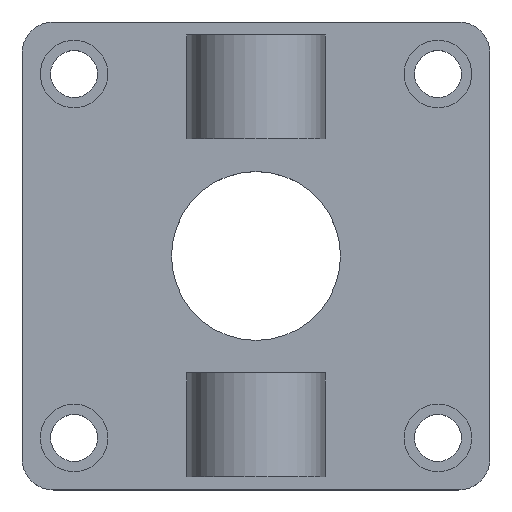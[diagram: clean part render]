
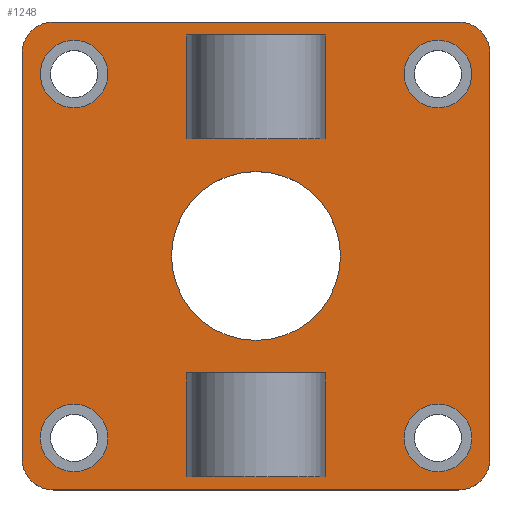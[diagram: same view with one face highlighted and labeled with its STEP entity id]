
A CAD part, top view. The second image highlights one B-rep face of the part: STEP entity #1248.
In plain terms, the highlighted planar face has unit normal (0, 0, 1).
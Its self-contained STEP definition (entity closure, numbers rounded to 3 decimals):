
#49=CARTESIAN_POINT('',(90.0,-78.0,20.0));
#50=VERTEX_POINT('',#49);
#51=CARTESIAN_POINT('',(78.0,-90.0,20.0));
#52=VERTEX_POINT('',#51);
#53=CARTESIAN_POINT('',(78.0,-78.0,20.0));
#54=DIRECTION('',(0.0,0.0,-1.0));
#55=DIRECTION('',(0.707,-0.707,0.0));
#56=AXIS2_PLACEMENT_3D('',#53,#54,#55);
#57=CIRCLE('',#56,12.);
#58=EDGE_CURVE('',#50,#52,#57,.T.);
#100=CARTESIAN_POINT('',(90.0,78.0,20.0));
#101=VERTEX_POINT('',#100);
#108=CARTESIAN_POINT('',(90.0,78.0,20.0));
#109=DIRECTION('',(0.0,-1.0,0.0));
#110=VECTOR('',#109,156.0);
#111=LINE('',#108,#110);
#112=EDGE_CURVE('',#101,#50,#111,.T.);
#236=CARTESIAN_POINT('',(-90.0,78.0,20.0));
#237=VERTEX_POINT('',#236);
#238=CARTESIAN_POINT('',(-78.0,90.0,20.0));
#239=VERTEX_POINT('',#238);
#240=CARTESIAN_POINT('',(-78.0,78.0,20.0));
#241=DIRECTION('',(0.0,0.0,-1.0));
#242=DIRECTION('',(-0.707,0.707,0.0));
#243=AXIS2_PLACEMENT_3D('',#240,#241,#242);
#244=CIRCLE('',#243,12.);
#245=EDGE_CURVE('',#237,#239,#244,.T.);
#269=CARTESIAN_POINT('',(78.0,90.0,20.0));
#270=VERTEX_POINT('',#269);
#271=CARTESIAN_POINT('',(-78.0,90.0,20.0));
#272=DIRECTION('',(1.0,0.0,0.0));
#273=VECTOR('',#272,156.0);
#274=LINE('',#271,#273);
#275=EDGE_CURVE('',#239,#270,#274,.T.);
#292=CARTESIAN_POINT('',(78.0,78.0,20.0));
#293=DIRECTION('',(0.0,0.0,-1.0));
#294=DIRECTION('',(0.707,0.707,0.0));
#295=AXIS2_PLACEMENT_3D('',#292,#293,#294);
#296=CIRCLE('',#295,12.);
#297=EDGE_CURVE('',#270,#101,#296,.T.);
#310=CARTESIAN_POINT('',(-78.0,-90.0,20.0));
#311=VERTEX_POINT('',#310);
#312=CARTESIAN_POINT('',(-90.0,-78.0,20.0));
#313=VERTEX_POINT('',#312);
#314=CARTESIAN_POINT('',(-78.0,-78.0,20.0));
#315=DIRECTION('',(0.0,0.0,-1.0));
#316=DIRECTION('',(-0.707,-0.707,0.0));
#317=AXIS2_PLACEMENT_3D('',#314,#315,#316);
#318=CIRCLE('',#317,12.);
#319=EDGE_CURVE('',#311,#313,#318,.T.);
#345=CARTESIAN_POINT('',(-90.0,-78.0,20.0));
#346=DIRECTION('',(0.0,1.0,0.0));
#347=VECTOR('',#346,156.0);
#348=LINE('',#345,#347);
#349=EDGE_CURVE('',#313,#237,#348,.T.);
#408=CARTESIAN_POINT('',(83.0,70.,20.0));
#409=VERTEX_POINT('',#408);
#410=CARTESIAN_POINT('',(70.,70.,20.0));
#411=DIRECTION('',(0.0,0.0,-1.0));
#412=DIRECTION('',(1.0,0.0,0.0));
#413=AXIS2_PLACEMENT_3D('',#410,#411,#412);
#414=CIRCLE('',#413,13.0);
#415=EDGE_CURVE('',#409,#409,#414,.T.);
#510=CARTESIAN_POINT('',(-57.,-70.0,20.0));
#511=VERTEX_POINT('',#510);
#512=CARTESIAN_POINT('',(-70.,-70.0,20.0));
#513=DIRECTION('',(0.0,0.0,-1.0));
#514=DIRECTION('',(1.0,0.0,0.0));
#515=AXIS2_PLACEMENT_3D('',#512,#513,#514);
#516=CIRCLE('',#515,13.0);
#517=EDGE_CURVE('',#511,#511,#516,.T.);
#612=CARTESIAN_POINT('',(-57.,70.0,20.0));
#613=VERTEX_POINT('',#612);
#614=CARTESIAN_POINT('',(-70.,70.0,20.0));
#615=DIRECTION('',(0.0,0.0,-1.0));
#616=DIRECTION('',(1.0,0.0,0.0));
#617=AXIS2_PLACEMENT_3D('',#614,#615,#616);
#618=CIRCLE('',#617,13.0);
#619=EDGE_CURVE('',#613,#613,#618,.T.);
#714=CARTESIAN_POINT('',(83.0,-70.,20.0));
#715=VERTEX_POINT('',#714);
#716=CARTESIAN_POINT('',(70.,-70.,20.0));
#717=DIRECTION('',(0.0,0.0,-1.0));
#718=DIRECTION('',(1.0,0.0,0.0));
#719=AXIS2_PLACEMENT_3D('',#716,#717,#718);
#720=CIRCLE('',#719,13.0);
#721=EDGE_CURVE('',#715,#715,#720,.T.);
#889=CARTESIAN_POINT('',(-32.5,0.0,20.0));
#890=VERTEX_POINT('',#889);
#891=CARTESIAN_POINT('',(0.0,0.0,20.0));
#892=DIRECTION('',(0.0,0.0,-1.0));
#893=DIRECTION('',(-1.0,0.0,0.0));
#894=AXIS2_PLACEMENT_3D('',#891,#892,#893);
#895=CIRCLE('',#894,32.5);
#896=EDGE_CURVE('',#890,#890,#895,.T.);
#906=CARTESIAN_POINT('',(26.552,-45.,20.));
#907=VERTEX_POINT('',#906);
#916=CARTESIAN_POINT('',(-26.552,-45.,20.));
#917=VERTEX_POINT('',#916);
#918=CARTESIAN_POINT('',(26.552,-45.,20.));
#919=DIRECTION('',(-1.0,0.0,0.0));
#920=VECTOR('',#919,53.104);
#921=LINE('',#918,#920);
#922=EDGE_CURVE('',#907,#917,#921,.T.);
#952=CARTESIAN_POINT('',(26.552,45.0,20.));
#953=VERTEX_POINT('',#952);
#969=CARTESIAN_POINT('',(-26.552,45.0,20.));
#970=VERTEX_POINT('',#969);
#977=CARTESIAN_POINT('',(26.552,45.0,20.));
#978=DIRECTION('',(-1.0,0.0,0.0));
#979=VECTOR('',#978,53.104);
#980=LINE('',#977,#979);
#981=EDGE_CURVE('',#953,#970,#980,.T.);
#1003=CARTESIAN_POINT('',(26.552,-85.0,20.0));
#1004=VERTEX_POINT('',#1003);
#1011=CARTESIAN_POINT('',(26.552,-45.,20.));
#1012=DIRECTION('',(0.0,-1.0,0.0));
#1013=VECTOR('',#1012,40.);
#1014=LINE('',#1011,#1013);
#1015=EDGE_CURVE('',#907,#1004,#1014,.T.);
#1051=CARTESIAN_POINT('',(-26.552,-85.0,20.0));
#1052=VERTEX_POINT('',#1051);
#1053=CARTESIAN_POINT('',(-26.552,-85.0,20.0));
#1054=DIRECTION('',(0.0,1.0,0.0));
#1055=VECTOR('',#1054,40.);
#1056=LINE('',#1053,#1055);
#1057=EDGE_CURVE('',#1052,#917,#1056,.T.);
#1075=CARTESIAN_POINT('',(26.552,-85.0,20.0));
#1076=DIRECTION('',(-1.0,0.0,0.0));
#1077=VECTOR('',#1076,53.104);
#1078=LINE('',#1075,#1077);
#1079=EDGE_CURVE('',#1004,#1052,#1078,.T.);
#1095=CARTESIAN_POINT('',(26.552,85.0,20.0));
#1096=VERTEX_POINT('',#1095);
#1097=CARTESIAN_POINT('',(26.552,85.0,20.0));
#1098=DIRECTION('',(0.0,-1.0,0.0));
#1099=VECTOR('',#1098,40.0);
#1100=LINE('',#1097,#1099);
#1101=EDGE_CURVE('',#1096,#953,#1100,.T.);
#1152=CARTESIAN_POINT('',(-26.552,85.0,20.0));
#1153=VERTEX_POINT('',#1152);
#1160=CARTESIAN_POINT('',(-26.552,45.0,20.));
#1161=DIRECTION('',(0.0,1.0,0.0));
#1162=VECTOR('',#1161,40.0);
#1163=LINE('',#1160,#1162);
#1164=EDGE_CURVE('',#970,#1153,#1163,.T.);
#1175=CARTESIAN_POINT('',(-26.552,85.0,20.0));
#1176=DIRECTION('',(1.0,0.0,0.0));
#1177=VECTOR('',#1176,53.104);
#1178=LINE('',#1175,#1177);
#1179=EDGE_CURVE('',#1153,#1096,#1178,.T.);
#1195=CARTESIAN_POINT('',(78.0,-90.0,20.0));
#1196=DIRECTION('',(-1.0,0.0,0.0));
#1197=VECTOR('',#1196,156.0);
#1198=LINE('',#1195,#1197);
#1199=EDGE_CURVE('',#52,#311,#1198,.T.);
#1206=CARTESIAN_POINT('',(0.0,0.,20.0));
#1207=DIRECTION('',(0.0,0.0,1.0));
#1208=DIRECTION('',(1.0,0.0,0.0));
#1209=AXIS2_PLACEMENT_3D('',#1206,#1207,#1208);
#1210=PLANE('',#1209);
#1211=ORIENTED_EDGE('',*,*,#58,.F.);
#1212=ORIENTED_EDGE('',*,*,#112,.F.);
#1213=ORIENTED_EDGE('',*,*,#297,.F.);
#1214=ORIENTED_EDGE('',*,*,#275,.F.);
#1215=ORIENTED_EDGE('',*,*,#245,.F.);
#1216=ORIENTED_EDGE('',*,*,#349,.F.);
#1217=ORIENTED_EDGE('',*,*,#319,.F.);
#1218=ORIENTED_EDGE('',*,*,#1199,.F.);
#1219=EDGE_LOOP('',(#1211,#1212,#1213,#1214,#1215,#1216,#1217,#1218));
#1220=FACE_OUTER_BOUND('',#1219,.T.);
#1221=ORIENTED_EDGE('',*,*,#415,.T.);
#1222=EDGE_LOOP('',(#1221));
#1223=FACE_BOUND('',#1222,.T.);
#1224=ORIENTED_EDGE('',*,*,#517,.T.);
#1225=EDGE_LOOP('',(#1224));
#1226=FACE_BOUND('',#1225,.T.);
#1227=ORIENTED_EDGE('',*,*,#619,.T.);
#1228=EDGE_LOOP('',(#1227));
#1229=FACE_BOUND('',#1228,.T.);
#1230=ORIENTED_EDGE('',*,*,#721,.T.);
#1231=EDGE_LOOP('',(#1230));
#1232=FACE_BOUND('',#1231,.T.);
#1233=ORIENTED_EDGE('',*,*,#896,.T.);
#1234=EDGE_LOOP('',(#1233));
#1235=FACE_BOUND('',#1234,.T.);
#1236=ORIENTED_EDGE('',*,*,#1015,.T.);
#1237=ORIENTED_EDGE('',*,*,#1079,.T.);
#1238=ORIENTED_EDGE('',*,*,#1057,.T.);
#1239=ORIENTED_EDGE('',*,*,#922,.F.);
#1240=EDGE_LOOP('',(#1236,#1237,#1238,#1239));
#1241=FACE_BOUND('',#1240,.T.);
#1242=ORIENTED_EDGE('',*,*,#981,.T.);
#1243=ORIENTED_EDGE('',*,*,#1164,.T.);
#1244=ORIENTED_EDGE('',*,*,#1179,.T.);
#1245=ORIENTED_EDGE('',*,*,#1101,.T.);
#1246=EDGE_LOOP('',(#1242,#1243,#1244,#1245));
#1247=FACE_BOUND('',#1246,.T.);
#1248=ADVANCED_FACE('',(#1220,#1223,#1226,#1229,#1232,#1235,#1241,#1247),#1210,.T.);
